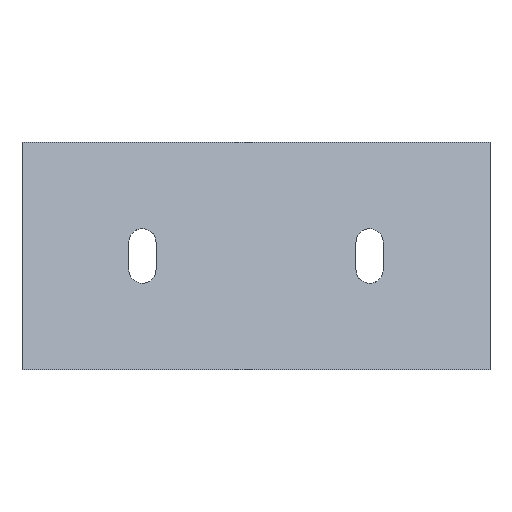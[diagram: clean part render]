
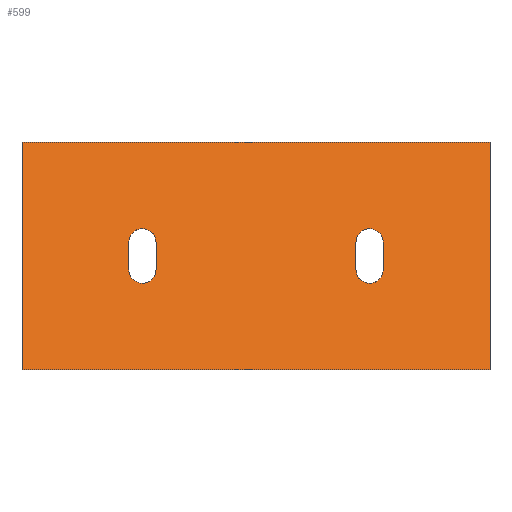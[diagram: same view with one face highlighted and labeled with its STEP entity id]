
A CAD part, front view. The second image highlights one B-rep face of the part: STEP entity #599.
In plain terms, the highlighted face is planar.
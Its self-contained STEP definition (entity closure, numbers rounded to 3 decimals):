
#31=FACE_BOUND('',#118,.T.);
#32=FACE_BOUND('',#119,.T.);
#63=ELLIPSE('',#679,6.385,6.);
#64=ELLIPSE('',#683,6.385,6.);
#65=ELLIPSE('',#686,6.385,6.);
#66=ELLIPSE('',#690,6.385,6.);
#85=FACE_OUTER_BOUND('',#117,.T.);
#117=EDGE_LOOP('',(#437,#438,#439,#440));
#118=EDGE_LOOP('',(#441,#442,#443,#444));
#119=EDGE_LOOP('',(#445,#446,#447,#448));
#149=LINE('',#931,#205);
#154=LINE('',#945,#210);
#159=LINE('',#963,#215);
#163=LINE('',#974,#219);
#165=LINE('',#979,#221);
#166=LINE('',#981,#222);
#167=LINE('',#983,#223);
#168=LINE('',#984,#224);
#205=VECTOR('',#746,10.);
#210=VECTOR('',#759,10.);
#215=VECTOR('',#778,10.);
#219=VECTOR('',#790,10.);
#221=VECTOR('',#794,10.);
#222=VECTOR('',#795,10.);
#223=VECTOR('',#796,10.);
#224=VECTOR('',#797,10.);
#261=VERTEX_POINT('',#929);
#262=VERTEX_POINT('',#930);
#265=VERTEX_POINT('',#938);
#267=VERTEX_POINT('',#944);
#269=VERTEX_POINT('',#953);
#270=VERTEX_POINT('',#954);
#273=VERTEX_POINT('',#962);
#275=VERTEX_POINT('',#968);
#277=VERTEX_POINT('',#977);
#278=VERTEX_POINT('',#978);
#279=VERTEX_POINT('',#980);
#280=VERTEX_POINT('',#982);
#321=EDGE_CURVE('',#261,#262,#149,.T.);
#325=EDGE_CURVE('',#262,#265,#63,.T.);
#328=EDGE_CURVE('',#265,#267,#154,.T.);
#331=EDGE_CURVE('',#267,#261,#64,.T.);
#333=EDGE_CURVE('',#269,#270,#65,.T.);
#337=EDGE_CURVE('',#270,#273,#159,.T.);
#340=EDGE_CURVE('',#273,#275,#66,.T.);
#343=EDGE_CURVE('',#275,#269,#163,.T.);
#345=EDGE_CURVE('',#277,#278,#165,.T.);
#346=EDGE_CURVE('',#279,#277,#166,.T.);
#347=EDGE_CURVE('',#280,#279,#167,.T.);
#348=EDGE_CURVE('',#278,#280,#168,.T.);
#437=ORIENTED_EDGE('',*,*,#345,.F.);
#438=ORIENTED_EDGE('',*,*,#346,.F.);
#439=ORIENTED_EDGE('',*,*,#347,.F.);
#440=ORIENTED_EDGE('',*,*,#348,.F.);
#441=ORIENTED_EDGE('',*,*,#328,.T.);
#442=ORIENTED_EDGE('',*,*,#331,.T.);
#443=ORIENTED_EDGE('',*,*,#321,.T.);
#444=ORIENTED_EDGE('',*,*,#325,.T.);
#445=ORIENTED_EDGE('',*,*,#340,.T.);
#446=ORIENTED_EDGE('',*,*,#343,.T.);
#447=ORIENTED_EDGE('',*,*,#333,.T.);
#448=ORIENTED_EDGE('',*,*,#337,.T.);
#577=PLANE('',#693);
#599=ADVANCED_FACE('',(#85,#31,#32),#577,.T.);
#679=AXIS2_PLACEMENT_3D('',#939,#752,#753);
#683=AXIS2_PLACEMENT_3D('',#950,#764,#765);
#686=AXIS2_PLACEMENT_3D('',#955,#770,#771);
#690=AXIS2_PLACEMENT_3D('',#969,#783,#784);
#693=AXIS2_PLACEMENT_3D('',#976,#792,#793);
#746=DIRECTION('',(0.,-0.94,0.342));
#752=DIRECTION('center_axis',(0.,-0.342,-0.94));
#753=DIRECTION('ref_axis',(0.,0.94,-0.342));
#759=DIRECTION('',(0.,0.94,-0.342));
#764=DIRECTION('center_axis',(0.,-0.342,-0.94));
#765=DIRECTION('ref_axis',(0.,-0.94,0.342));
#770=DIRECTION('center_axis',(0.,-0.342,-0.94));
#771=DIRECTION('ref_axis',(0.,0.94,-0.342));
#778=DIRECTION('',(0.,0.94,-0.342));
#783=DIRECTION('center_axis',(0.,-0.342,-0.94));
#784=DIRECTION('ref_axis',(0.,-0.94,0.342));
#790=DIRECTION('',(0.,-0.94,0.342));
#792=DIRECTION('center_axis',(0.,0.342,0.94));
#793=DIRECTION('ref_axis',(0.,0.94,-0.342));
#794=DIRECTION('',(0.,-0.94,0.342));
#795=DIRECTION('',(1.,0.,0.));
#796=DIRECTION('',(0.,0.94,-0.342));
#797=DIRECTION('',(-1.,0.,0.));
#929=CARTESIAN_POINT('',(59.,-44.,16.015));
#930=CARTESIAN_POINT('',(59.,-56.,20.382));
#931=CARTESIAN_POINT('',(59.,-71.511,26.028));
#938=CARTESIAN_POINT('',(47.,-56.,20.382));
#939=CARTESIAN_POINT('Origin',(53.,-56.,20.382));
#944=CARTESIAN_POINT('',(47.,-44.,16.015));
#945=CARTESIAN_POINT('',(47.,-66.213,24.099));
#950=CARTESIAN_POINT('Origin',(53.,-44.,16.015));
#953=CARTESIAN_POINT('',(159.,-56.,20.382));
#954=CARTESIAN_POINT('',(147.,-56.,20.382));
#955=CARTESIAN_POINT('Origin',(153.,-56.,20.382));
#962=CARTESIAN_POINT('',(147.,-44.,16.015));
#963=CARTESIAN_POINT('',(147.,-66.213,24.099));
#968=CARTESIAN_POINT('',(159.,-44.,16.015));
#969=CARTESIAN_POINT('Origin',(153.,-44.,16.015));
#974=CARTESIAN_POINT('',(159.,-71.511,26.028));
#976=CARTESIAN_POINT('Origin',(206.,-100.,36.397));
#977=CARTESIAN_POINT('',(206.,0.,0.));
#978=CARTESIAN_POINT('',(206.,-100.,36.397));
#979=CARTESIAN_POINT('',(206.,0.,0.));
#980=CARTESIAN_POINT('',(0.,0.,0.));
#981=CARTESIAN_POINT('',(0.,0.,0.));
#982=CARTESIAN_POINT('',(0.,-100.,36.397));
#983=CARTESIAN_POINT('',(0.,0.,0.));
#984=CARTESIAN_POINT('',(206.,-100.,36.397));
